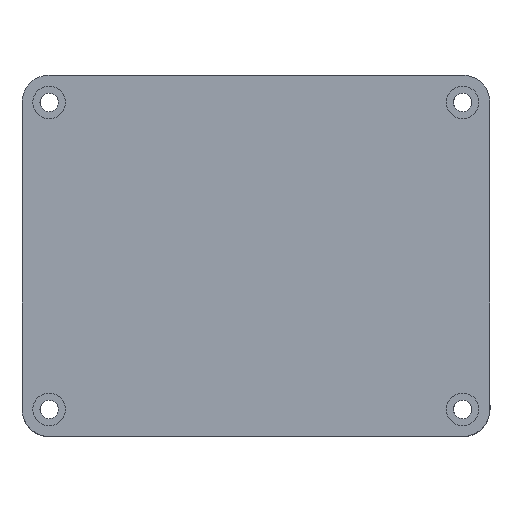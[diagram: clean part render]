
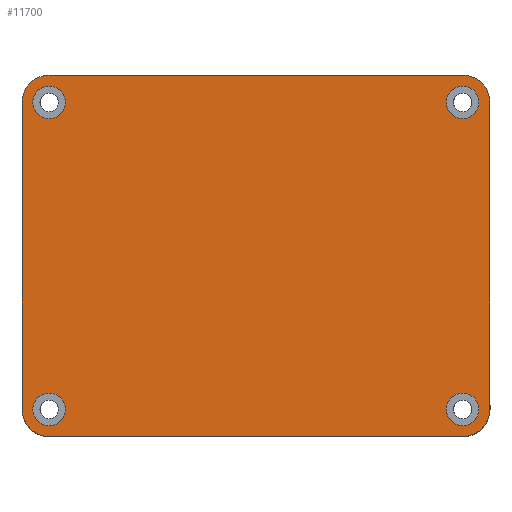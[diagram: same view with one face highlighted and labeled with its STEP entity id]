
A CAD part, front view. The second image highlights one B-rep face of the part: STEP entity #11700.
In plain terms, the highlighted planar face has unit normal (0, -1, 0).
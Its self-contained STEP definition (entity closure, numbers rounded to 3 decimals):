
#1054=FACE_BOUND('',#2091,.T.);
#1055=FACE_BOUND('',#2092,.T.);
#1056=FACE_BOUND('',#2093,.T.);
#1057=FACE_BOUND('',#2094,.T.);
#1135=PLANE('',#12418);
#1428=FACE_OUTER_BOUND('',#2090,.T.);
#2090=EDGE_LOOP('',(#8127,#8128,#8129,#8130,#8131,#8132,#8133,#8134));
#2091=EDGE_LOOP('',(#8135));
#2092=EDGE_LOOP('',(#8136));
#2093=EDGE_LOOP('',(#8137));
#2094=EDGE_LOOP('',(#8138));
#2809=LINE('',#14698,#3875);
#2817=LINE('',#14717,#3883);
#2837=LINE('',#14775,#3903);
#2838=LINE('',#14777,#3904);
#3875=VECTOR('',#12820,10.);
#3883=VECTOR('',#12838,10.);
#3903=VECTOR('',#12904,10.);
#3904=VECTOR('',#12907,10.);
#4928=CIRCLE('',#12379,5.);
#4936=CIRCLE('',#12390,5.);
#4937=CIRCLE('',#12392,5.);
#4938=CIRCLE('',#12395,5.);
#4940=CIRCLE('',#12404,3.);
#4942=CIRCLE('',#12407,3.);
#4944=CIRCLE('',#12410,3.);
#4946=CIRCLE('',#12413,3.);
#5001=VERTEX_POINT('',#14653);
#5002=VERTEX_POINT('',#14655);
#5021=VERTEX_POINT('',#14697);
#5024=VERTEX_POINT('',#14706);
#5025=VERTEX_POINT('',#14710);
#5026=VERTEX_POINT('',#14712);
#5027=VERTEX_POINT('',#14716);
#5028=VERTEX_POINT('',#14720);
#5036=VERTEX_POINT('',#14750);
#5038=VERTEX_POINT('',#14756);
#5040=VERTEX_POINT('',#14762);
#5042=VERTEX_POINT('',#14768);
#6209=EDGE_CURVE('',#5001,#5002,#4928,.T.);
#6230=EDGE_CURVE('',#5002,#5021,#2809,.T.);
#6235=EDGE_CURVE('',#5021,#5024,#4936,.T.);
#6238=EDGE_CURVE('',#5025,#5026,#4937,.T.);
#6240=EDGE_CURVE('',#5026,#5027,#2817,.T.);
#6242=EDGE_CURVE('',#5027,#5028,#4938,.T.);
#6258=EDGE_CURVE('',#5036,#5036,#4940,.T.);
#6261=EDGE_CURVE('',#5038,#5038,#4942,.T.);
#6264=EDGE_CURVE('',#5040,#5040,#4944,.T.);
#6267=EDGE_CURVE('',#5042,#5042,#4946,.T.);
#6269=EDGE_CURVE('',#5024,#5025,#2837,.T.);
#6270=EDGE_CURVE('',#5028,#5001,#2838,.T.);
#8127=ORIENTED_EDGE('',*,*,#6209,.F.);
#8128=ORIENTED_EDGE('',*,*,#6270,.F.);
#8129=ORIENTED_EDGE('',*,*,#6242,.F.);
#8130=ORIENTED_EDGE('',*,*,#6240,.F.);
#8131=ORIENTED_EDGE('',*,*,#6238,.F.);
#8132=ORIENTED_EDGE('',*,*,#6269,.F.);
#8133=ORIENTED_EDGE('',*,*,#6235,.F.);
#8134=ORIENTED_EDGE('',*,*,#6230,.F.);
#8135=ORIENTED_EDGE('',*,*,#6267,.F.);
#8136=ORIENTED_EDGE('',*,*,#6264,.F.);
#8137=ORIENTED_EDGE('',*,*,#6261,.F.);
#8138=ORIENTED_EDGE('',*,*,#6258,.F.);
#11700=ADVANCED_FACE('',(#1428,#1054,#1055,#1056,#1057),#1135,.F.);
#12379=AXIS2_PLACEMENT_3D('',#14656,#12787,#12788);
#12390=AXIS2_PLACEMENT_3D('',#14707,#12827,#12828);
#12392=AXIS2_PLACEMENT_3D('',#14713,#12833,#12834);
#12395=AXIS2_PLACEMENT_3D('',#14721,#12842,#12843);
#12404=AXIS2_PLACEMENT_3D('',#14752,#12874,#12875);
#12407=AXIS2_PLACEMENT_3D('',#14758,#12881,#12882);
#12410=AXIS2_PLACEMENT_3D('',#14764,#12888,#12889);
#12413=AXIS2_PLACEMENT_3D('',#14770,#12895,#12896);
#12418=AXIS2_PLACEMENT_3D('',#14778,#12908,#12909);
#12787=DIRECTION('center_axis',(0.,1.,0.));
#12788=DIRECTION('ref_axis',(-0.707,0.,-0.707));
#12820=DIRECTION('',(0.,0.,1.));
#12827=DIRECTION('center_axis',(0.,1.,0.));
#12828=DIRECTION('ref_axis',(-0.707,0.,0.707));
#12833=DIRECTION('center_axis',(0.,1.,0.));
#12834=DIRECTION('ref_axis',(0.707,0.,0.707));
#12838=DIRECTION('',(0.,0.,-1.));
#12842=DIRECTION('center_axis',(0.,1.,0.));
#12843=DIRECTION('ref_axis',(0.707,0.,-0.707));
#12874=DIRECTION('center_axis',(0.,-1.,0.));
#12875=DIRECTION('ref_axis',(1.,0.,0.));
#12881=DIRECTION('center_axis',(0.,-1.,0.));
#12882=DIRECTION('ref_axis',(1.,0.,0.));
#12888=DIRECTION('center_axis',(0.,-1.,0.));
#12889=DIRECTION('ref_axis',(1.,0.,0.));
#12895=DIRECTION('center_axis',(0.,-1.,0.));
#12896=DIRECTION('ref_axis',(1.,0.,0.));
#12904=DIRECTION('',(1.,0.,0.));
#12907=DIRECTION('',(-1.,0.,0.));
#12908=DIRECTION('center_axis',(0.,1.,0.));
#12909=DIRECTION('ref_axis',(1.,0.,0.));
#14653=CARTESIAN_POINT('',(-38.05,0.,-33.25));
#14655=CARTESIAN_POINT('',(-43.05,0.,-28.25));
#14656=CARTESIAN_POINT('Origin',(-38.05,0.,-28.25));
#14697=CARTESIAN_POINT('',(-43.05,0.,28.25));
#14698=CARTESIAN_POINT('',(-43.05,0.,-33.25));
#14706=CARTESIAN_POINT('',(-38.05,0.,33.25));
#14707=CARTESIAN_POINT('Origin',(-38.05,0.,28.25));
#14710=CARTESIAN_POINT('',(38.05,0.,33.25));
#14712=CARTESIAN_POINT('',(43.05,0.,28.25));
#14713=CARTESIAN_POINT('Origin',(38.05,0.,28.25));
#14716=CARTESIAN_POINT('',(43.05,0.,-28.25));
#14717=CARTESIAN_POINT('',(43.05,0.,33.25));
#14720=CARTESIAN_POINT('',(38.05,0.,-33.25));
#14721=CARTESIAN_POINT('Origin',(38.05,0.,-28.25));
#14750=CARTESIAN_POINT('',(-41.05,0.,28.25));
#14752=CARTESIAN_POINT('Origin',(-38.05,0.,28.25));
#14756=CARTESIAN_POINT('',(-41.05,0.,-28.25));
#14758=CARTESIAN_POINT('Origin',(-38.05,0.,-28.25));
#14762=CARTESIAN_POINT('',(35.05,0.,-28.25));
#14764=CARTESIAN_POINT('Origin',(38.05,0.,-28.25));
#14768=CARTESIAN_POINT('',(35.05,0.,28.25));
#14770=CARTESIAN_POINT('Origin',(38.05,0.,28.25));
#14775=CARTESIAN_POINT('',(-43.05,0.,33.25));
#14777=CARTESIAN_POINT('',(43.05,0.,-33.25));
#14778=CARTESIAN_POINT('Origin',(0.,0.,0.));
